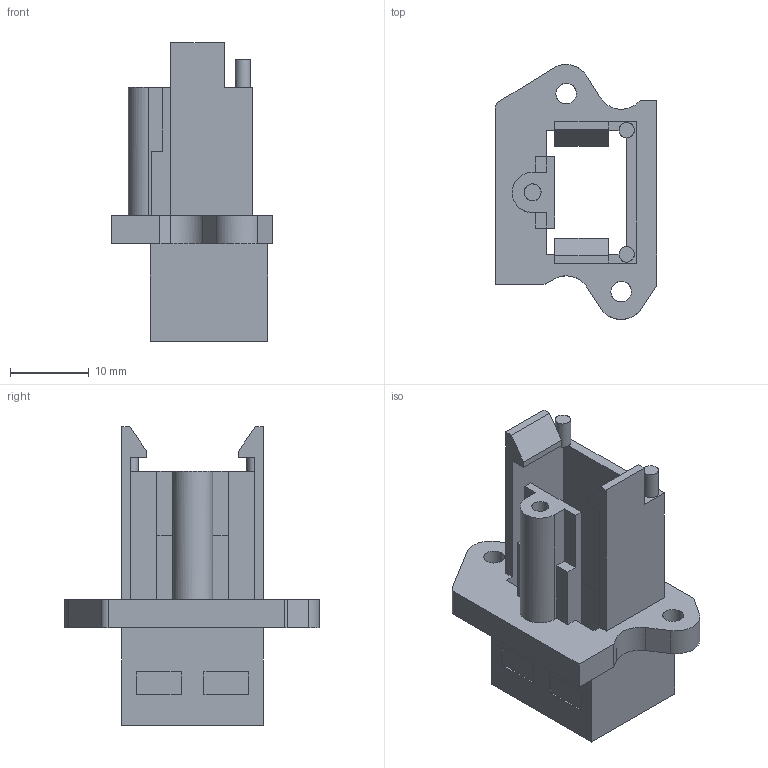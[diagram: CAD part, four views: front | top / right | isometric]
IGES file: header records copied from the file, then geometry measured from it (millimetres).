
Global section: file name: 09455451320.igs; preprocessor: I-DEAS 3D IGES Translator 14; date: 20111208.092321; units: millimetre
Bounding box: 20.55 x 32.44 x 38 mm (x, y, z)
Volume: 3589.7 mm3; surface area: 4871.2 mm2
Topology: 1 solids, 1 shells, 89 faces, 239 edges, 158 vertices
Faces by surface type: bspline 89
